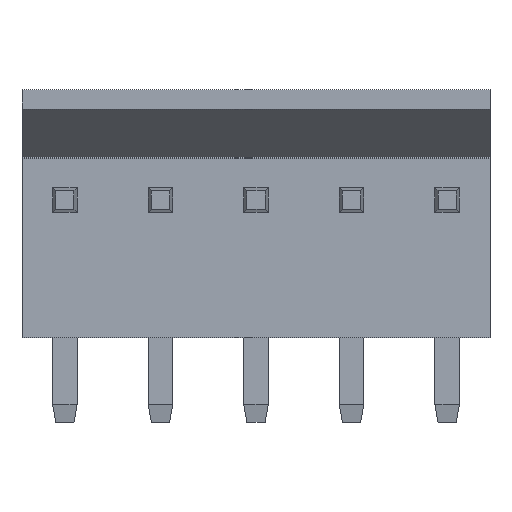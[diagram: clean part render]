
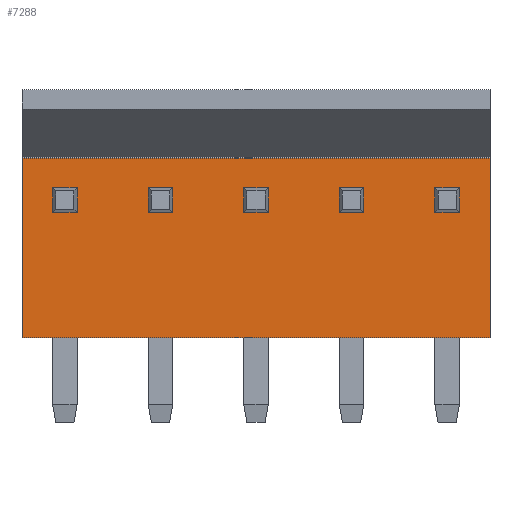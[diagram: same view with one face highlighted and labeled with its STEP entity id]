
A CAD part, front view. The second image highlights one B-rep face of the part: STEP entity #7288.
In plain terms, the highlighted planar face has unit normal (0, -1, 0).
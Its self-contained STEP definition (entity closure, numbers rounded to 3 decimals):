
#558=ORIENTED_EDGE('',*,*,#2018,.T.);
#559=ORIENTED_EDGE('',*,*,#2019,.T.);
#560=ORIENTED_EDGE('',*,*,#2020,.T.);
#561=ORIENTED_EDGE('',*,*,#2021,.T.);
#562=ORIENTED_EDGE('',*,*,#2022,.T.);
#563=ORIENTED_EDGE('',*,*,#2023,.T.);
#564=ORIENTED_EDGE('',*,*,#2024,.T.);
#565=ORIENTED_EDGE('',*,*,#2025,.T.);
#566=ORIENTED_EDGE('',*,*,#2026,.T.);
#567=ORIENTED_EDGE('',*,*,#2027,.T.);
#568=ORIENTED_EDGE('',*,*,#2028,.T.);
#569=ORIENTED_EDGE('',*,*,#2029,.T.);
#570=ORIENTED_EDGE('',*,*,#2030,.T.);
#571=ORIENTED_EDGE('',*,*,#2031,.T.);
#572=ORIENTED_EDGE('',*,*,#2032,.T.);
#573=ORIENTED_EDGE('',*,*,#2033,.T.);
#574=ORIENTED_EDGE('',*,*,#2034,.T.);
#575=ORIENTED_EDGE('',*,*,#2035,.T.);
#576=ORIENTED_EDGE('',*,*,#2036,.T.);
#577=ORIENTED_EDGE('',*,*,#2037,.T.);
#578=ORIENTED_EDGE('',*,*,#2038,.T.);
#579=ORIENTED_EDGE('',*,*,#2039,.T.);
#580=ORIENTED_EDGE('',*,*,#2040,.F.);
#581=ORIENTED_EDGE('',*,*,#2041,.F.);
#2018=EDGE_CURVE('',#2756,#2757,#3264,.T.);
#2019=EDGE_CURVE('',#2757,#2758,#3265,.T.);
#2020=EDGE_CURVE('',#2758,#2759,#3266,.T.);
#2021=EDGE_CURVE('',#2759,#2756,#3267,.T.);
#2022=EDGE_CURVE('',#2760,#2761,#3268,.T.);
#2023=EDGE_CURVE('',#2761,#2762,#3269,.T.);
#2024=EDGE_CURVE('',#2762,#2763,#3270,.T.);
#2025=EDGE_CURVE('',#2763,#2760,#3271,.T.);
#2026=EDGE_CURVE('',#2764,#2765,#3272,.T.);
#2027=EDGE_CURVE('',#2765,#2766,#3273,.T.);
#2028=EDGE_CURVE('',#2766,#2767,#3274,.T.);
#2029=EDGE_CURVE('',#2767,#2764,#3275,.T.);
#2030=EDGE_CURVE('',#2768,#2769,#3276,.T.);
#2031=EDGE_CURVE('',#2769,#2770,#3277,.T.);
#2032=EDGE_CURVE('',#2770,#2771,#3278,.T.);
#2033=EDGE_CURVE('',#2771,#2768,#3279,.T.);
#2034=EDGE_CURVE('',#2772,#2773,#3280,.T.);
#2035=EDGE_CURVE('',#2773,#2774,#3281,.T.);
#2036=EDGE_CURVE('',#2774,#2775,#3282,.T.);
#2037=EDGE_CURVE('',#2775,#2772,#3283,.T.);
#2038=EDGE_CURVE('',#2776,#2777,#3284,.T.);
#2039=EDGE_CURVE('',#2777,#2778,#3285,.T.);
#2040=EDGE_CURVE('',#2779,#2778,#3286,.T.);
#2041=EDGE_CURVE('',#2776,#2779,#3287,.T.);
#2756=VERTEX_POINT('',#9092);
#2757=VERTEX_POINT('',#9093);
#2758=VERTEX_POINT('',#9095);
#2759=VERTEX_POINT('',#9097);
#2760=VERTEX_POINT('',#9100);
#2761=VERTEX_POINT('',#9101);
#2762=VERTEX_POINT('',#9103);
#2763=VERTEX_POINT('',#9105);
#2764=VERTEX_POINT('',#9108);
#2765=VERTEX_POINT('',#9109);
#2766=VERTEX_POINT('',#9111);
#2767=VERTEX_POINT('',#9113);
#2768=VERTEX_POINT('',#9116);
#2769=VERTEX_POINT('',#9117);
#2770=VERTEX_POINT('',#9119);
#2771=VERTEX_POINT('',#9121);
#2772=VERTEX_POINT('',#9124);
#2773=VERTEX_POINT('',#9125);
#2774=VERTEX_POINT('',#9127);
#2775=VERTEX_POINT('',#9129);
#2776=VERTEX_POINT('',#9132);
#2777=VERTEX_POINT('',#9133);
#2778=VERTEX_POINT('',#9135);
#2779=VERTEX_POINT('',#9137);
#3264=LINE('',#9091,#3688);
#3265=LINE('',#9094,#3689);
#3266=LINE('',#9096,#3690);
#3267=LINE('',#9098,#3691);
#3268=LINE('',#9099,#3692);
#3269=LINE('',#9102,#3693);
#3270=LINE('',#9104,#3694);
#3271=LINE('',#9106,#3695);
#3272=LINE('',#9107,#3696);
#3273=LINE('',#9110,#3697);
#3274=LINE('',#9112,#3698);
#3275=LINE('',#9114,#3699);
#3276=LINE('',#9115,#3700);
#3277=LINE('',#9118,#3701);
#3278=LINE('',#9120,#3702);
#3279=LINE('',#9122,#3703);
#3280=LINE('',#9123,#3704);
#3281=LINE('',#9126,#3705);
#3282=LINE('',#9128,#3706);
#3283=LINE('',#9130,#3707);
#3284=LINE('',#9131,#3708);
#3285=LINE('',#9134,#3709);
#3286=LINE('',#9136,#3710);
#3287=LINE('',#9138,#3711);
#3688=VECTOR('',#8034,1000.);
#3689=VECTOR('',#8035,1000.);
#3690=VECTOR('',#8036,1000.);
#3691=VECTOR('',#8037,1000.);
#3692=VECTOR('',#8038,1000.);
#3693=VECTOR('',#8039,1000.);
#3694=VECTOR('',#8040,1000.);
#3695=VECTOR('',#8041,1000.);
#3696=VECTOR('',#8042,1000.);
#3697=VECTOR('',#8043,1000.);
#3698=VECTOR('',#8044,1000.);
#3699=VECTOR('',#8045,1000.);
#3700=VECTOR('',#8046,1000.);
#3701=VECTOR('',#8047,1000.);
#3702=VECTOR('',#8048,1000.);
#3703=VECTOR('',#8049,1000.);
#3704=VECTOR('',#8050,1000.);
#3705=VECTOR('',#8051,1000.);
#3706=VECTOR('',#8052,1000.);
#3707=VECTOR('',#8053,1000.);
#3708=VECTOR('',#8054,1000.);
#3709=VECTOR('',#8055,1000.);
#3710=VECTOR('',#8056,1000.);
#3711=VECTOR('',#8057,1000.);
#4067=EDGE_LOOP('',(#558,#559,#560,#561));
#4068=EDGE_LOOP('',(#562,#563,#564,#565));
#4069=EDGE_LOOP('',(#566,#567,#568,#569));
#4070=EDGE_LOOP('',(#570,#571,#572,#573));
#4071=EDGE_LOOP('',(#574,#575,#576,#577));
#4072=EDGE_LOOP('',(#578,#579,#580,#581));
#4421=FACE_BOUND('',#4067,.T.);
#4422=FACE_BOUND('',#4068,.T.);
#4423=FACE_BOUND('',#4069,.T.);
#4424=FACE_BOUND('',#4070,.T.);
#4425=FACE_BOUND('',#4071,.T.);
#4426=FACE_BOUND('',#4072,.T.);
#4765=PLANE('',#7636);
#7288=ADVANCED_FACE('',(#4421,#4422,#4423,#4424,#4425,#4426),#4765,.T.);
#7636=AXIS2_PLACEMENT_3D('',#9090,#8032,#8033);
#8032=DIRECTION('',(0.,-1.,0.));
#8033=DIRECTION('',(1.,0.,0.));
#8034=DIRECTION('',(0.,0.,-1.));
#8035=DIRECTION('',(-1.,0.,0.));
#8036=DIRECTION('',(0.,0.,1.));
#8037=DIRECTION('',(1.,0.,0.));
#8038=DIRECTION('',(0.,0.,-1.));
#8039=DIRECTION('',(-1.,0.,0.));
#8040=DIRECTION('',(0.,0.,1.));
#8041=DIRECTION('',(1.,0.,0.));
#8042=DIRECTION('',(0.,0.,-1.));
#8043=DIRECTION('',(-1.,0.,0.));
#8044=DIRECTION('',(0.,0.,1.));
#8045=DIRECTION('',(1.,0.,0.));
#8046=DIRECTION('',(0.,0.,-1.));
#8047=DIRECTION('',(-1.,0.,0.));
#8048=DIRECTION('',(0.,0.,1.));
#8049=DIRECTION('',(1.,0.,0.));
#8050=DIRECTION('',(-1.,0.,0.));
#8051=DIRECTION('',(0.,0.,1.));
#8052=DIRECTION('',(1.,0.,0.));
#8053=DIRECTION('',(0.,0.,-1.));
#8054=DIRECTION('',(0.,0.,1.));
#8055=DIRECTION('',(-1.,0.,0.));
#8056=DIRECTION('',(0.,0.,1.));
#8057=DIRECTION('',(-1.,0.,0.));
#9090=CARTESIAN_POINT('',(9.698,-8.915,0.));
#9091=CARTESIAN_POINT('',(8.428,-8.915,6.223));
#9092=CARTESIAN_POINT('',(8.428,-8.915,6.223));
#9093=CARTESIAN_POINT('',(8.428,-8.915,5.207));
#9094=CARTESIAN_POINT('',(8.428,-8.915,5.207));
#9095=CARTESIAN_POINT('',(7.412,-8.915,5.207));
#9096=CARTESIAN_POINT('',(7.412,-8.915,5.207));
#9097=CARTESIAN_POINT('',(7.412,-8.915,6.223));
#9098=CARTESIAN_POINT('',(7.412,-8.915,6.223));
#9099=CARTESIAN_POINT('',(4.468,-8.915,6.223));
#9100=CARTESIAN_POINT('',(4.468,-8.915,6.223));
#9101=CARTESIAN_POINT('',(4.468,-8.915,5.207));
#9102=CARTESIAN_POINT('',(4.468,-8.915,5.207));
#9103=CARTESIAN_POINT('',(3.452,-8.915,5.207));
#9104=CARTESIAN_POINT('',(3.452,-8.915,5.207));
#9105=CARTESIAN_POINT('',(3.452,-8.915,6.223));
#9106=CARTESIAN_POINT('',(3.452,-8.915,6.223));
#9107=CARTESIAN_POINT('',(0.508,-8.915,6.223));
#9108=CARTESIAN_POINT('',(0.508,-8.915,6.223));
#9109=CARTESIAN_POINT('',(0.508,-8.915,5.207));
#9110=CARTESIAN_POINT('',(0.508,-8.915,5.207));
#9111=CARTESIAN_POINT('',(-0.508,-8.915,5.207));
#9112=CARTESIAN_POINT('',(-0.508,-8.915,5.207));
#9113=CARTESIAN_POINT('',(-0.508,-8.915,6.223));
#9114=CARTESIAN_POINT('',(-0.508,-8.915,6.223));
#9115=CARTESIAN_POINT('',(-3.452,-8.915,6.223));
#9116=CARTESIAN_POINT('',(-3.452,-8.915,6.223));
#9117=CARTESIAN_POINT('',(-3.452,-8.915,5.207));
#9118=CARTESIAN_POINT('',(-3.452,-8.915,5.207));
#9119=CARTESIAN_POINT('',(-4.468,-8.915,5.207));
#9120=CARTESIAN_POINT('',(-4.468,-8.915,5.207));
#9121=CARTESIAN_POINT('',(-4.468,-8.915,6.223));
#9122=CARTESIAN_POINT('',(-4.468,-8.915,6.223));
#9123=CARTESIAN_POINT('',(-7.412,-8.915,5.207));
#9124=CARTESIAN_POINT('',(-7.412,-8.915,5.207));
#9125=CARTESIAN_POINT('',(-8.428,-8.915,5.207));
#9126=CARTESIAN_POINT('',(-8.428,-8.915,5.207));
#9127=CARTESIAN_POINT('',(-8.428,-8.915,6.223));
#9128=CARTESIAN_POINT('',(-8.428,-8.915,6.223));
#9129=CARTESIAN_POINT('',(-7.412,-8.915,6.223));
#9130=CARTESIAN_POINT('',(-7.412,-8.915,6.223));
#9131=CARTESIAN_POINT('',(9.698,-8.915,0.));
#9132=CARTESIAN_POINT('',(9.698,-8.915,0.));
#9133=CARTESIAN_POINT('',(9.698,-8.915,7.44));
#9134=CARTESIAN_POINT('',(9.698,-8.915,7.44));
#9135=CARTESIAN_POINT('',(-9.698,-8.915,7.44));
#9136=CARTESIAN_POINT('',(-9.698,-8.915,0.));
#9137=CARTESIAN_POINT('',(-9.698,-8.915,0.));
#9138=CARTESIAN_POINT('',(9.698,-8.915,0.));
